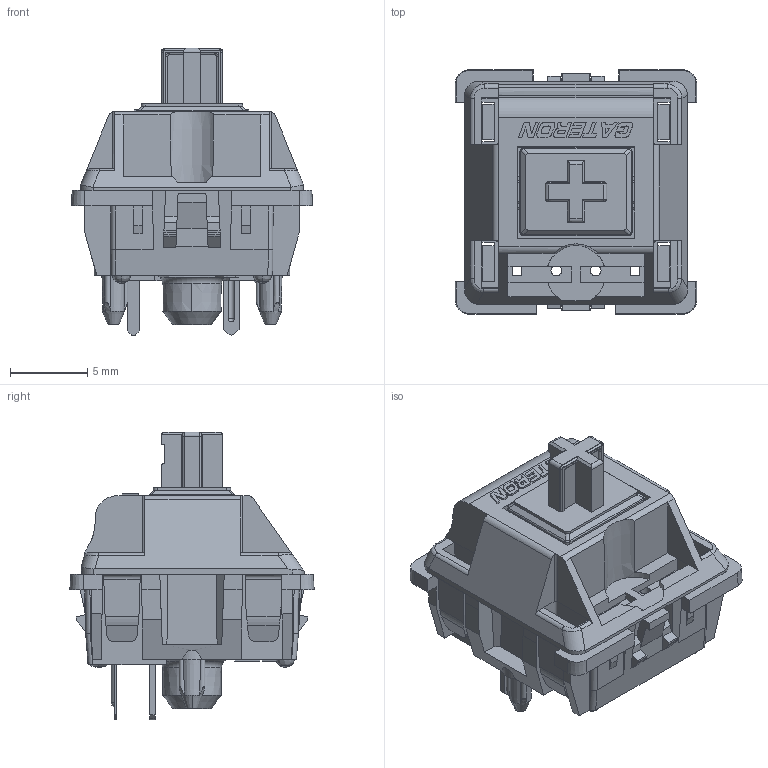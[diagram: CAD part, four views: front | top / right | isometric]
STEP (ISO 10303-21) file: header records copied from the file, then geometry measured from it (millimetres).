
FILE_DESCRIPTION(/* description */ (''),/* implementation_level */ '2;1');
FILE_NAME(/* name */ 'KS-8.stp',/* time_stamp */ '2022-05-16T11:48:16+08:00',/* author */ (''),/* organization */ (''),/* preprocessor_version */ 'ST-DEVELOPER v14',/* originating_system */ 'SIEMENS PLM Software NX 8.0',/* authorisation */ '');
FILE_SCHEMA (('AP203_CONFIGURATION_CONTROLLED_3D_DESIGN_OF_MECHANICAL_PARTS_AND_ASSEMBLIES_MIM_LF { 1 0 10303 403 2 1 2}'));
Length unit declared in the file: millimetre
Products named in the file (1): RD-05C786B9Fyifh
Bounding box: 15.6 x 15.8 x 18.6 mm (x, y, z)
Volume: 1644.6 mm3; surface area: 1752.2 mm2
Topology: 1 solids, 1 shells, 740 faces, 2094 edges, 1367 vertices
Faces by surface type: plane 492, cylinder 132, extrusion 51, bspline 36, cone 19, torus 8, sphere 2
Entity records: 25677 total; most frequent: CARTESIAN_POINT 6448, ORIENTED_EDGE 4192, DIRECTION 3691, EDGE_CURVE 2096, VECTOR 1567, LINE 1516, VERTEX_POINT 1376, AXIS2_PLACEMENT_3D 1062
